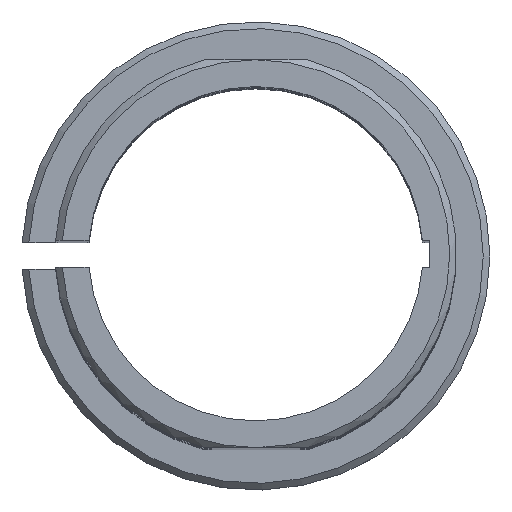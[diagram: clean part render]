
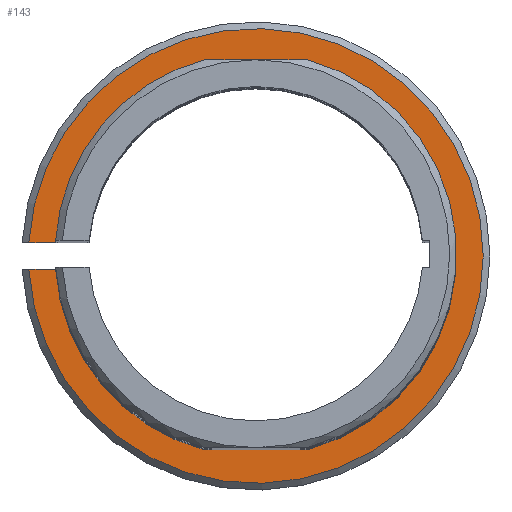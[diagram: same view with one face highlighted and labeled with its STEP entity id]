
A CAD part, top view. The second image highlights one B-rep face of the part: STEP entity #143.
In plain terms, the highlighted planar face has unit normal (0, 0, 1).
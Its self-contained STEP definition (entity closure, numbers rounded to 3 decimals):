
#33=PLANE('',#1311);
#143=ADVANCED_FACE('',(#230),#33,.F.);
#230=FACE_OUTER_BOUND('',#291,.T.);
#291=EDGE_LOOP('',(#692,#693,#694,#695,#696,#697,#698,#699));
#383=LINE('',#2047,#475);
#384=LINE('',#2049,#476);
#385=LINE('',#2050,#477);
#386=LINE('',#2051,#478);
#475=VECTOR('',#1622,1.);
#476=VECTOR('',#1623,1.);
#477=VECTOR('',#1624,1.);
#478=VECTOR('',#1625,1.);
#692=ORIENTED_EDGE('',*,*,#1110,.F.);
#693=ORIENTED_EDGE('',*,*,#1037,.T.);
#694=ORIENTED_EDGE('',*,*,#1111,.F.);
#695=ORIENTED_EDGE('',*,*,#982,.T.);
#696=ORIENTED_EDGE('',*,*,#1112,.F.);
#697=ORIENTED_EDGE('',*,*,#1033,.T.);
#698=ORIENTED_EDGE('',*,*,#1113,.F.);
#699=ORIENTED_EDGE('',*,*,#1114,.T.);
#862=VERTEX_POINT('',#1745);
#863=VERTEX_POINT('',#1747);
#894=VERTEX_POINT('',#1883);
#895=VERTEX_POINT('',#1884);
#896=VERTEX_POINT('',#1889);
#897=VERTEX_POINT('',#1891);
#946=VERTEX_POINT('',#2048);
#947=VERTEX_POINT('',#2052);
#982=EDGE_CURVE('',#863,#862,#1140,.T.);
#1033=EDGE_CURVE('',#894,#895,#1156,.T.);
#1037=EDGE_CURVE('',#897,#896,#1157,.T.);
#1110=EDGE_CURVE('',#897,#946,#383,.T.);
#1111=EDGE_CURVE('',#863,#896,#384,.T.);
#1112=EDGE_CURVE('',#894,#862,#385,.T.);
#1113=EDGE_CURVE('',#947,#895,#386,.T.);
#1114=EDGE_CURVE('',#947,#946,#1182,.T.);
#1140=CIRCLE('',#1226,30.);
#1156=CIRCLE('',#1260,30.);
#1157=CIRCLE('',#1262,30.);
#1182=CIRCLE('',#1310,34.);
#1226=AXIS2_PLACEMENT_3D('',#1746,#1384,#1385);
#1260=AXIS2_PLACEMENT_3D('',#1882,#1475,#1476);
#1262=AXIS2_PLACEMENT_3D('',#1890,#1482,#1483);
#1310=AXIS2_PLACEMENT_3D('',#2053,#1626,#1627);
#1311=AXIS2_PLACEMENT_3D('',#2054,#1628,#1629);
#1384=DIRECTION('',(0.,0.,-1.));
#1385=DIRECTION('',(0.,-1.,0.));
#1475=DIRECTION('',(0.,0.,-1.));
#1476=DIRECTION('',(0.,-1.,0.));
#1482=DIRECTION('',(0.,0.,-1.));
#1483=DIRECTION('',(0.,-1.,0.));
#1622=DIRECTION('',(-1.,0.,0.));
#1623=DIRECTION('',(-1.,0.,0.));
#1624=DIRECTION('',(1.,0.,0.));
#1625=DIRECTION('',(1.,0.,0.));
#1626=DIRECTION('',(0.,0.,1.));
#1627=DIRECTION('',(0.,-1.,0.));
#1628=DIRECTION('',(0.,0.,-1.));
#1629=DIRECTION('',(0.,1.,0.));
#1745=CARTESIAN_POINT('',(7.681,-29.,0.));
#1746=CARTESIAN_POINT('',(0.,0.,0.));
#1747=CARTESIAN_POINT('',(7.681,29.,0.));
#1882=CARTESIAN_POINT('',(0.,0.,0.));
#1883=CARTESIAN_POINT('',(-7.681,-29.,0.));
#1884=CARTESIAN_POINT('',(-29.933,-2.,0.));
#1889=CARTESIAN_POINT('',(-7.681,29.,0.));
#1890=CARTESIAN_POINT('',(0.,0.,0.));
#1891=CARTESIAN_POINT('',(-29.933,2.,0.));
#2047=CARTESIAN_POINT('',(30.,2.,0.));
#2048=CARTESIAN_POINT('',(-33.941,2.,0.));
#2049=CARTESIAN_POINT('',(30.,29.,0.));
#2050=CARTESIAN_POINT('',(30.,-29.,0.));
#2051=CARTESIAN_POINT('',(30.,-2.,0.));
#2052=CARTESIAN_POINT('',(-33.941,-2.,0.));
#2053=CARTESIAN_POINT('',(0.,0.,0.));
#2054=CARTESIAN_POINT('',(30.,0.,0.));
